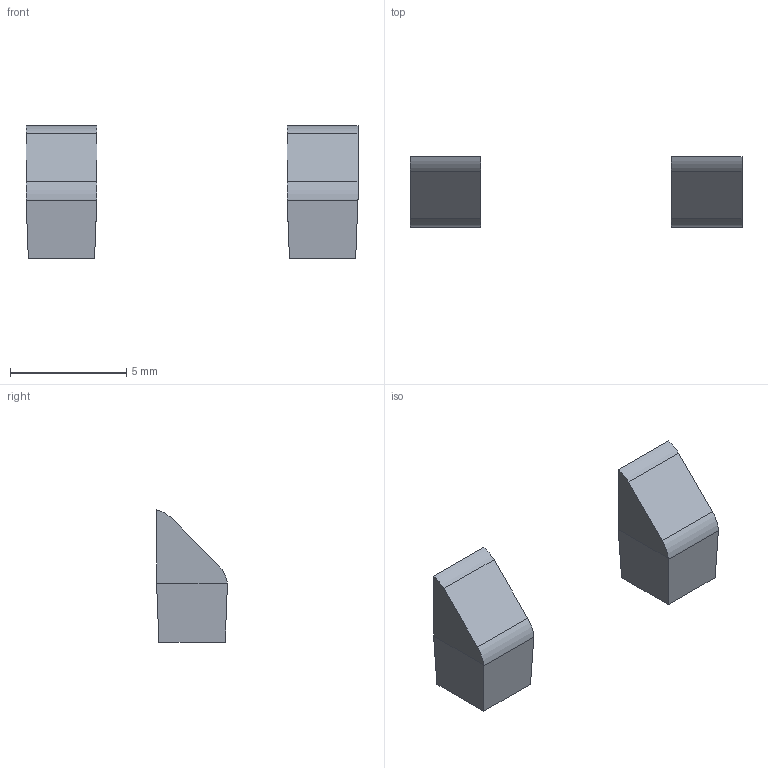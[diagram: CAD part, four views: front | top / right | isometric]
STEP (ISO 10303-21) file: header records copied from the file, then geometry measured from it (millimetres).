
FILE_DESCRIPTION(/* description */ ('STEP AP242','CAx-IF Rec.Pracs.---Representation and Presentation of Product Manufacturing Information (PMI)---4.0---2014-10-13','CAx-IF Rec.Pracs.---3D Tessellated Geometry---0.4---2014-09-14','2;1'),/* implementation_level */ '2;1');
FILE_NAME(/* name */ '6674e44fc5f25f7f012b9a05',/* time_stamp */ '2024-06-21T02:24:15Z',/* author */ (''),/* organization */ (''),/* preprocessor_version */ 'ST-DEVELOPER v20',/* originating_system */ ' ',/* authorisation */ ' ');
FILE_SCHEMA (('AP242_MANAGED_MODEL_BASED_3D_ENGINEERING_MIM_LF { 1 0 10303 442 1 1 4 }'));
Length unit declared in the file: metre
Products named in the file (3): Lightguides; LEDLightguideL; LEDLightguideR
Assembly tree (2 placements, depth 2):
  Lightguides
    LEDLightguideL
    LEDLightguideR
Bounding box: 14.27 x 3.05 x 5.69 mm (x, y, z)
Volume: 78.9 mm3; surface area: 145.4 mm2
Topology: 2 solids, 2 shells, 22 faces, 50 edges, 32 vertices
Faces by surface type: plane 18, cylinder 4
Entity records: 681 total; most frequent: DIRECTION 112, CARTESIAN_POINT 107, ORIENTED_EDGE 100, EDGE_CURVE 50, LINE 38, VECTOR 38, AXIS2_PLACEMENT_3D 37, VERTEX_POINT 32
